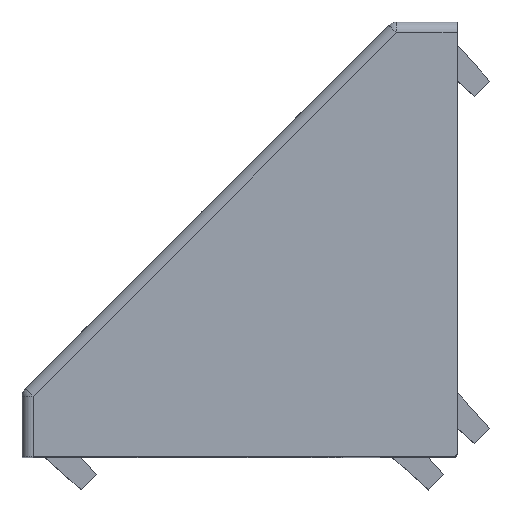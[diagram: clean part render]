
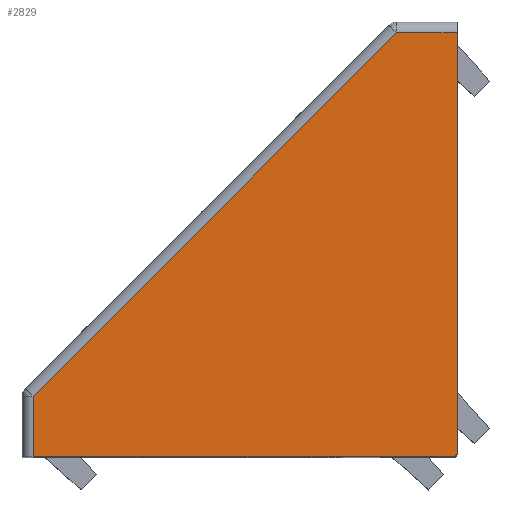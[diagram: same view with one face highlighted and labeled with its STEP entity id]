
A CAD part, top view. The second image highlights one B-rep face of the part: STEP entity #2829.
In plain terms, the highlighted planar face has unit normal (0, 0, 1).
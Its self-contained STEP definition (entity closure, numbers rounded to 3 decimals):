
#6 = PLANE ( 'NONE',  #306 ) ;
#129 = LINE ( 'NONE', #1985, #233 ) ;
#133 = DIRECTION ( 'NONE',  ( 0., -1., 0. ) ) ;
#138 = CARTESIAN_POINT ( 'NONE',  ( 0., 19.5, 8.5 ) ) ;
#139 = CARTESIAN_POINT ( 'NONE',  ( 0., 19.5, 8.5 ) ) ;
#233 = VECTOR ( 'NONE', #3121, 1000. ) ;
#298 = EDGE_CURVE ( 'NONE', #3711, #1124, #490, .T. ) ;
#306 = AXIS2_PLACEMENT_3D ( 'NONE', #3262, #1117, #4003 ) ;
#411 = CARTESIAN_POINT ( 'NONE',  ( 0., 20., 8.5 ) ) ;
#451 = LINE ( 'NONE', #139, #545 ) ;
#490 = LINE ( 'NONE', #3416, #4263 ) ;
#506 = CARTESIAN_POINT ( 'NONE',  ( -0.2, 0.2, 8.5 ) ) ;
#545 = VECTOR ( 'NONE', #2284, 1000. ) ;
#636 = ORIENTED_EDGE ( 'NONE', *, *, #4249, .T. ) ;
#734 = ORIENTED_EDGE ( 'NONE', *, *, #298, .T. ) ;
#989 = DIRECTION ( 'NONE',  ( -1., 0., 0. ) ) ;
#1085 = VECTOR ( 'NONE', #1549, 1000. ) ;
#1117 = DIRECTION ( 'NONE',  ( 0., 0., -1. ) ) ;
#1124 = VERTEX_POINT ( 'NONE', #2002 ) ;
#1330 = VERTEX_POINT ( 'NONE', #138 ) ;
#1360 = CARTESIAN_POINT ( 'NONE',  ( -19.5, 2.793, 8.5 ) ) ;
#1461 = LINE ( 'NONE', #2940, #3767 ) ;
#1549 = DIRECTION ( 'NONE',  ( 0., 1., 0. ) ) ;
#1703 = CIRCLE ( 'NONE', #4508, 0.2 ) ;
#1856 = CARTESIAN_POINT ( 'NONE',  ( -0.2, 0., 8.5 ) ) ;
#1985 = CARTESIAN_POINT ( 'NONE',  ( 0., 0., 8.5 ) ) ;
#2002 = CARTESIAN_POINT ( 'NONE',  ( -19.5, 0., 8.5 ) ) ;
#2149 = ORIENTED_EDGE ( 'NONE', *, *, #2333, .T. ) ;
#2270 = FACE_OUTER_BOUND ( 'NONE', #3277, .T. ) ;
#2284 = DIRECTION ( 'NONE',  ( -1., 0., 0. ) ) ;
#2333 = EDGE_CURVE ( 'NONE', #1330, #3773, #451, .T. ) ;
#2634 = EDGE_CURVE ( 'NONE', #3773, #3711, #1461, .T. ) ;
#2829 = ADVANCED_FACE ( 'NONE', ( #2270 ), #6, .F. ) ;
#2861 = VERTEX_POINT ( 'NONE', #4051 ) ;
#2921 = EDGE_CURVE ( 'NONE', #1124, #4649, #129, .T. ) ;
#2940 = CARTESIAN_POINT ( 'NONE',  ( -11.146, 11.146, 8.5 ) ) ;
#2975 = LINE ( 'NONE', #411, #1085 ) ;
#3121 = DIRECTION ( 'NONE',  ( 1., 0., 0. ) ) ;
#3262 = CARTESIAN_POINT ( 'NONE',  ( 0., 0., 8.5 ) ) ;
#3277 = EDGE_LOOP ( 'NONE', ( #4378, #3718, #636, #2149, #3703, #734 ) ) ;
#3416 = CARTESIAN_POINT ( 'NONE',  ( -19.5, 0., 8.5 ) ) ;
#3703 = ORIENTED_EDGE ( 'NONE', *, *, #2634, .T. ) ;
#3711 = VERTEX_POINT ( 'NONE', #1360 ) ;
#3712 = DIRECTION ( 'NONE',  ( -0.707, -0.707, 0. ) ) ;
#3718 = ORIENTED_EDGE ( 'NONE', *, *, #4101, .T. ) ;
#3767 = VECTOR ( 'NONE', #3712, 1000. ) ;
#3773 = VERTEX_POINT ( 'NONE', #4244 ) ;
#3973 = DIRECTION ( 'NONE',  ( 0., 0., 1. ) ) ;
#4003 = DIRECTION ( 'NONE',  ( -1., 0., 0. ) ) ;
#4051 = CARTESIAN_POINT ( 'NONE',  ( 0., 0.2, 8.5 ) ) ;
#4101 = EDGE_CURVE ( 'NONE', #4649, #2861, #1703, .T. ) ;
#4244 = CARTESIAN_POINT ( 'NONE',  ( -2.793, 19.5, 8.5 ) ) ;
#4249 = EDGE_CURVE ( 'NONE', #2861, #1330, #2975, .T. ) ;
#4263 = VECTOR ( 'NONE', #133, 1000. ) ;
#4378 = ORIENTED_EDGE ( 'NONE', *, *, #2921, .T. ) ;
#4508 = AXIS2_PLACEMENT_3D ( 'NONE', #506, #3973, #989 ) ;
#4649 = VERTEX_POINT ( 'NONE', #1856 ) ;
